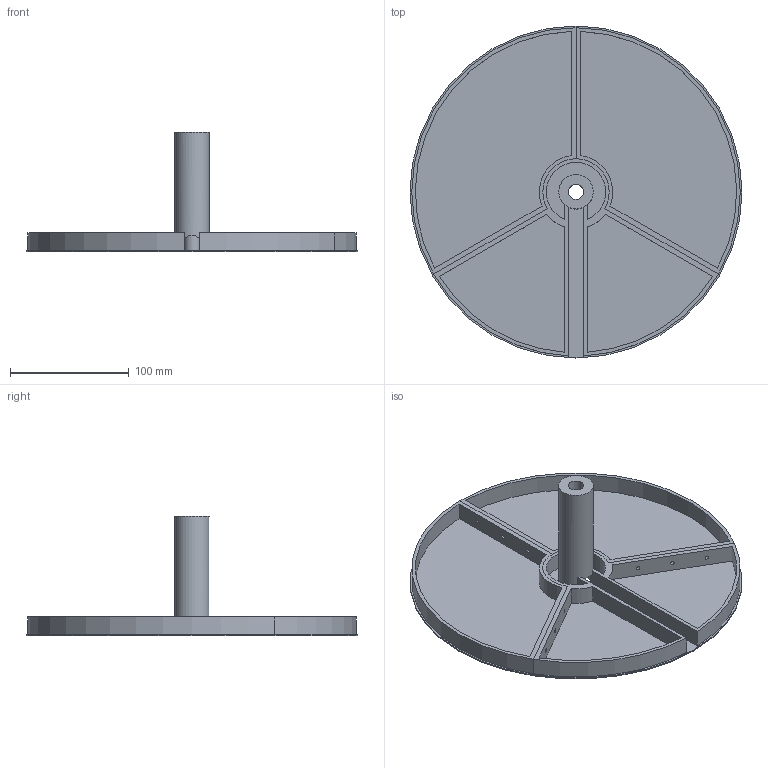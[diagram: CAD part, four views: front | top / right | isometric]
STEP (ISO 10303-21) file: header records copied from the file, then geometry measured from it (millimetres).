
FILE_DESCRIPTION(/* description */ (''),/* implementation_level */ '2;1');
FILE_NAME(/* name */ 'Base For Lamp.step',/* time_stamp */ '2025-09-06T13:54:48-05:00',/* author */ (''),/* organization */ (''),/* preprocessor_version */ 'ST-DEVELOPER v20.1',/* originating_system */ 'Autodesk Translation Framework v14.10.0.0',/* authorisation */ '');
FILE_SCHEMA (('AUTOMOTIVE_DESIGN { 1 0 10303 214 3 1 1 }'));
Length unit declared in the file: millimetre
Products named in the file (1): (Unsaved)
Bounding box: 280 x 280 x 101 mm (x, y, z)
Volume: 207226.8 mm3; surface area: 200011.9 mm2
Topology: 3 solids, 3 shells, 80 faces, 206 edges, 137 vertices
Faces by surface type: cylinder 41, plane 38, cone 1
Full cylindrical faces by diameter (mm): 3 x18, 13 x1, 13.8 x1, 25 x1, 29 x1
Entity records: 2586 total; most frequent: DIRECTION 461, CARTESIAN_POINT 424, ORIENTED_EDGE 412, EDGE_CURVE 206, AXIS2_PLACEMENT_3D 174, VERTEX_POINT 137, EDGE_LOOP 125, LINE 113
